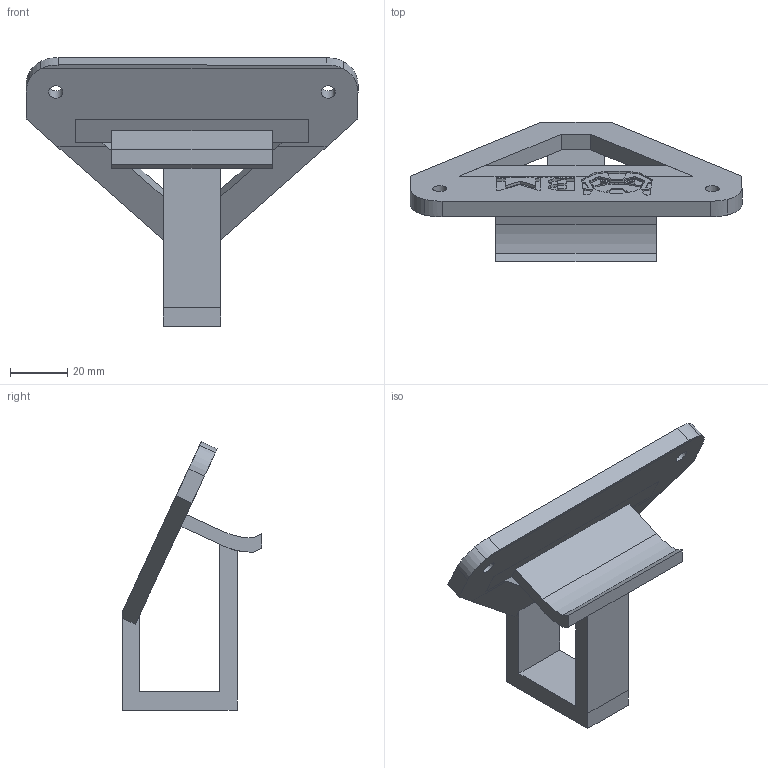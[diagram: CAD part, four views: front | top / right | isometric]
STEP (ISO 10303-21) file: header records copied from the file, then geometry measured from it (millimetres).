
FILE_DESCRIPTION(/* description */ (''),/* implementation_level */ '2;1');
FILE_NAME(/* name */ 'RealSenseCam.step',/* time_stamp */ '2025-11-27T00:02:21+08:00',/* author */ (''),/* organization */ (''),/* preprocessor_version */ 'ST-DEVELOPER v20.1',/* originating_system */ 'Autodesk Translation Framework v14.21.0.0',/* authorisation */ '');
FILE_SCHEMA (('AUTOMOTIVE_DESIGN { 1 0 10303 214 3 1 1 }'));
Length unit declared in the file: centimetre
Products named in the file (1): RealCAM
Bounding box: 115.78 x 48.58 x 93.69 mm (x, y, z)
Volume: 48675 mm3; surface area: 21964.2 mm2
Topology: 1 solids, 1 shells, 740 faces, 2142 edges, 1426 vertices
Faces by surface type: plane 505, cylinder 167, bspline 68
Full cylindrical faces by diameter (mm): 4.816 x2
Entity records: 25096 total; most frequent: CARTESIAN_POINT 5815, ORIENTED_EDGE 4284, DIRECTION 3699, EDGE_CURVE 2142, LINE 1669, VECTOR 1669, VERTEX_POINT 1426, AXIS2_PLACEMENT_3D 1015
